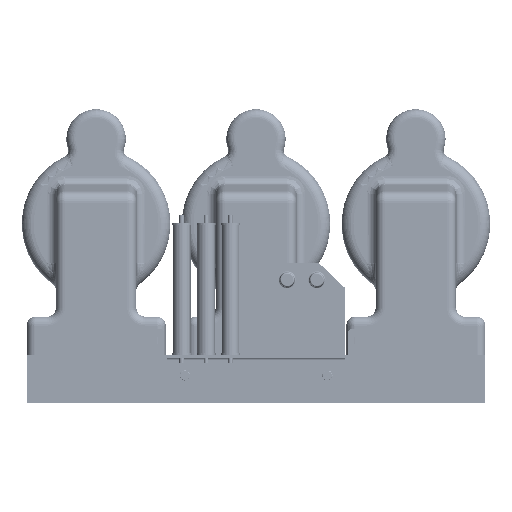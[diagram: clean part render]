
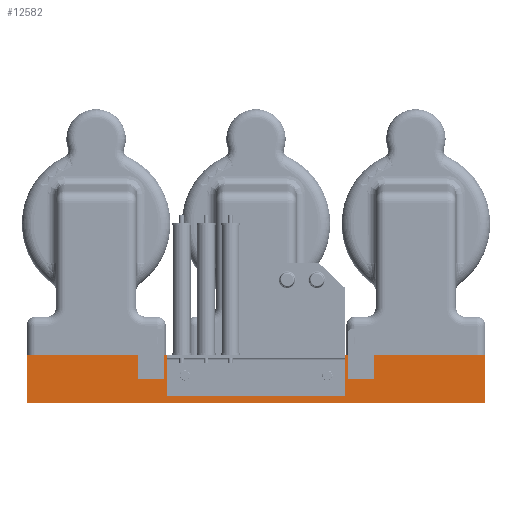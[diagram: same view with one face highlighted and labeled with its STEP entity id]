
A CAD part, left-side view. The second image highlights one B-rep face of the part: STEP entity #12582.
In plain terms, the highlighted planar face has unit normal (-1, 0, 0).
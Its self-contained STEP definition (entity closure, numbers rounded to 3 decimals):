
#12582=ADVANCED_FACE('',(#25725,#25727,#25729),#25731,.T.);
#25725=FACE_BOUND('',#25726,.T.);
#25726=EDGE_LOOP('',(#32464,#32465,#32466,#32467));
#25727=FACE_BOUND('',#25728,.T.);
#25728=EDGE_LOOP('',(#32468));
#25729=FACE_BOUND('',#25730,.T.);
#25730=EDGE_LOOP('',(#32469));
#25731=PLANE('',#25732);
#25732=AXIS2_PLACEMENT_3D('',#25733,#25734,#25735);
#25733=CARTESIAN_POINT('',(0.,80.,-772.));
#25734=DIRECTION('',(-1.,0.,0.));
#25735=DIRECTION('',(0.,-1.,0.));
#32464=ORIENTED_EDGE('',*,*,#35747,.T.);
#32465=ORIENTED_EDGE('',*,*,#35748,.T.);
#32466=ORIENTED_EDGE('',*,*,#35749,.F.);
#32467=ORIENTED_EDGE('',*,*,#35750,.F.);
#32468=ORIENTED_EDGE('',*,*,#35751,.T.);
#32469=ORIENTED_EDGE('',*,*,#35752,.T.);
#35747=EDGE_CURVE('',#40642,#40643,#40644,.T.);
#35748=EDGE_CURVE('',#40643,#40645,#40646,.T.);
#35749=EDGE_CURVE('',#40647,#40645,#40648,.T.);
#35750=EDGE_CURVE('',#40642,#40647,#40649,.T.);
#35751=EDGE_CURVE('',#40650,#40650,#40651,.F.);
#35752=EDGE_CURVE('',#40652,#40652,#40653,.F.);
#40642=VERTEX_POINT('',#54027);
#40643=VERTEX_POINT('',#54028);
#40644=LINE('',#54029,#54030);
#40645=VERTEX_POINT('',#54032);
#40646=LINE('',#54033,#54034);
#40647=VERTEX_POINT('',#54036);
#40648=LINE('',#54037,#54038);
#40649=LINE('',#54040,#54041);
#40650=VERTEX_POINT('',#54043);
#40651=CIRCLE('',#54044,5.5);
#40652=VERTEX_POINT('',#54048);
#40653=CIRCLE('',#54049,5.5);
#54027=CARTESIAN_POINT('',(0.,80.,-772.));
#54028=CARTESIAN_POINT('',(0.,0.,-772.));
#54029=CARTESIAN_POINT('',(0.,80.,-772.));
#54030=VECTOR('',#54031,1.);
#54031=DIRECTION('',(0.,-1.,0.));
#54032=CARTESIAN_POINT('',(0.,0.,0.));
#54033=CARTESIAN_POINT('',(0.,0.,-772.));
#54034=VECTOR('',#54035,1.);
#54035=DIRECTION('',(0.,0.,1.));
#54036=CARTESIAN_POINT('',(0.,80.,0.));
#54037=CARTESIAN_POINT('',(0.,80.,0.));
#54038=VECTOR('',#54039,1.);
#54039=DIRECTION('',(0.,-1.,0.));
#54040=CARTESIAN_POINT('',(0.,80.,-772.));
#54041=VECTOR('',#54042,1.);
#54042=DIRECTION('',(0.,0.,1.));
#54043=CARTESIAN_POINT('',(0.,28.5,-266.));
#54044=AXIS2_PLACEMENT_3D('',#54045,#54046,#54047);
#54045=CARTESIAN_POINT('',(0.,34.,-266.));
#54046=DIRECTION('',(-1.,0.,0.));
#54047=DIRECTION('',(0.,-1.,0.));
#54048=CARTESIAN_POINT('',(0.,28.5,-506.));
#54049=AXIS2_PLACEMENT_3D('',#54050,#54051,#54052);
#54050=CARTESIAN_POINT('',(0.,34.,-506.));
#54051=DIRECTION('',(-1.,0.,0.));
#54052=DIRECTION('',(0.,-1.,0.));
